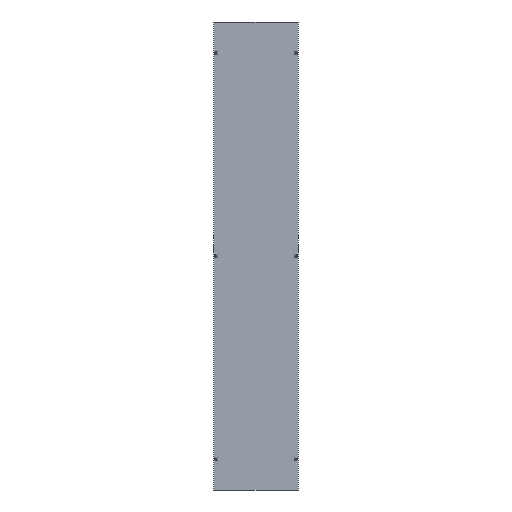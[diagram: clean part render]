
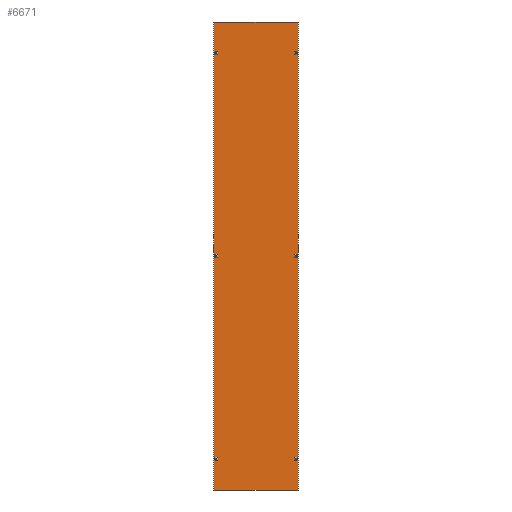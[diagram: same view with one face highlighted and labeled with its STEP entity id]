
A CAD part, front view. The second image highlights one B-rep face of the part: STEP entity #6671.
In plain terms, the highlighted planar face has unit normal (0, -1, 0).
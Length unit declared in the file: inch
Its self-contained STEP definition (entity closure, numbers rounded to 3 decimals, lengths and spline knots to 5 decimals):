
#17 = DIRECTION ( 'NONE',  ( 0., 0., -1. ) ) ;
#66 = CIRCLE ( 'NONE', #3602, 0.17717 ) ;
#69 = AXIS2_PLACEMENT_3D ( 'NONE', #272, #2110, #2749 ) ;
#76 = ORIENTED_EDGE ( 'NONE', *, *, #6715, .F. ) ;
#77 = AXIS2_PLACEMENT_3D ( 'NONE', #1012, #6024, #3605 ) ;
#241 = EDGE_CURVE ( 'NONE', #7185, #7564, #4779, .T. ) ;
#272 = CARTESIAN_POINT ( 'NONE',  ( -6.65354, -0.05906, 0. ) ) ;
#280 = CARTESIAN_POINT ( 'NONE',  ( 6.65354, -0.05906, 33.6811 ) ) ;
#500 = CIRCLE ( 'NONE', #77, 0.17717 ) ;
#663 = LINE ( 'NONE', #784, #8104 ) ;
#749 = CARTESIAN_POINT ( 'NONE',  ( -7.06693, -0.05906, 0. ) ) ;
#784 = CARTESIAN_POINT ( 'NONE',  ( 7.06693, -0.05906, 0. ) ) ;
#917 = AXIS2_PLACEMENT_3D ( 'NONE', #2662, #3847, #6440 ) ;
#923 = VECTOR ( 'NONE', #1939, 39.37008 ) ;
#1012 = CARTESIAN_POINT ( 'NONE',  ( 6.65354, -0.05906, 0. ) ) ;
#1087 = DIRECTION ( 'NONE',  ( 0., -1., 0. ) ) ;
#1132 = FACE_BOUND ( 'NONE', #3731, .T. ) ;
#1297 = EDGE_CURVE ( 'NONE', #7564, #3265, #5873, .T. ) ;
#1317 = CARTESIAN_POINT ( 'NONE',  ( 6.65354, -0.05906, -34.03543 ) ) ;
#1422 = FACE_BOUND ( 'NONE', #3017, .T. ) ;
#1499 = CARTESIAN_POINT ( 'NONE',  ( 7.06693, -0.05906, 39.05512 ) ) ;
#1770 = CARTESIAN_POINT ( 'NONE',  ( 6.65354, -0.05906, 33.85827 ) ) ;
#1862 = DIRECTION ( 'NONE',  ( -1., 0., 0. ) ) ;
#1939 = DIRECTION ( 'NONE',  ( 1., 0., 0. ) ) ;
#1990 = DIRECTION ( 'NONE',  ( 0., 0., -1. ) ) ;
#1998 = VECTOR ( 'NONE', #2790, 39.37008 ) ;
#2096 = ORIENTED_EDGE ( 'NONE', *, *, #8184, .F. ) ;
#2110 = DIRECTION ( 'NONE',  ( 0., -1., 0. ) ) ;
#2166 = CARTESIAN_POINT ( 'NONE',  ( -6.65354, -0.05906, -34.03543 ) ) ;
#2171 = CARTESIAN_POINT ( 'NONE',  ( -7.06693, -0.05906, -39.05512 ) ) ;
#2251 = ORIENTED_EDGE ( 'NONE', *, *, #5333, .F. ) ;
#2449 = DIRECTION ( 'NONE',  ( 0., 0., -1. ) ) ;
#2662 = CARTESIAN_POINT ( 'NONE',  ( 0., -0.05906, 0. ) ) ;
#2749 = DIRECTION ( 'NONE',  ( 0., 0., -1. ) ) ;
#2790 = DIRECTION ( 'NONE',  ( 0., 0., 1. ) ) ;
#2858 = EDGE_CURVE ( 'NONE', #3979, #3979, #4002, .T. ) ;
#2916 = EDGE_LOOP ( 'NONE', ( #5956 ) ) ;
#2919 = VERTEX_POINT ( 'NONE', #4701 ) ;
#3017 = EDGE_LOOP ( 'NONE', ( #2096 ) ) ;
#3083 = CARTESIAN_POINT ( 'NONE',  ( -6.65354, -0.05906, -33.85827 ) ) ;
#3142 = EDGE_LOOP ( 'NONE', ( #4019, #7203, #76, #5493 ) ) ;
#3193 = CIRCLE ( 'NONE', #4541, 0.17717 ) ;
#3199 = ORIENTED_EDGE ( 'NONE', *, *, #5082, .F. ) ;
#3265 = VERTEX_POINT ( 'NONE', #1499 ) ;
#3602 = AXIS2_PLACEMENT_3D ( 'NONE', #6567, #6448, #1990 ) ;
#3605 = DIRECTION ( 'NONE',  ( 0., 0., -1. ) ) ;
#3723 = CARTESIAN_POINT ( 'NONE',  ( -7.06693, -0.05906, 39.05512 ) ) ;
#3731 = EDGE_LOOP ( 'NONE', ( #5912 ) ) ;
#3847 = DIRECTION ( 'NONE',  ( 0., 1., 0. ) ) ;
#3979 = VERTEX_POINT ( 'NONE', #1317 ) ;
#4002 = CIRCLE ( 'NONE', #7636, 0.17717 ) ;
#4019 = ORIENTED_EDGE ( 'NONE', *, *, #241, .F. ) ;
#4193 = EDGE_CURVE ( 'NONE', #4751, #4751, #7110, .T. ) ;
#4355 = DIRECTION ( 'NONE',  ( 0., -1., 0. ) ) ;
#4359 = FACE_BOUND ( 'NONE', #7741, .T. ) ;
#4491 = DIRECTION ( 'NONE',  ( 0., -1., 0. ) ) ;
#4506 = EDGE_CURVE ( 'NONE', #7413, #7413, #3193, .T. ) ;
#4541 = AXIS2_PLACEMENT_3D ( 'NONE', #1770, #4355, #6935 ) ;
#4647 = FACE_OUTER_BOUND ( 'NONE', #3142, .T. ) ;
#4701 = CARTESIAN_POINT ( 'NONE',  ( -6.65354, -0.05906, -0.17717 ) ) ;
#4751 = VERTEX_POINT ( 'NONE', #2166 ) ;
#4779 = LINE ( 'NONE', #749, #1998 ) ;
#4785 = CARTESIAN_POINT ( 'NONE',  ( 6.65354, -0.05906, -0.17717 ) ) ;
#5008 = LINE ( 'NONE', #8401, #7280 ) ;
#5082 = EDGE_CURVE ( 'NONE', #7920, #7920, #66, .T. ) ;
#5164 = CARTESIAN_POINT ( 'NONE',  ( 0., -0.05906, 39.05512 ) ) ;
#5166 = FACE_BOUND ( 'NONE', #6992, .T. ) ;
#5333 = EDGE_CURVE ( 'NONE', #2919, #2919, #6713, .T. ) ;
#5380 = CARTESIAN_POINT ( 'NONE',  ( -6.65354, -0.05906, 33.6811 ) ) ;
#5493 = ORIENTED_EDGE ( 'NONE', *, *, #1297, .F. ) ;
#5796 = DIRECTION ( 'NONE',  ( 0., 0., -1. ) ) ;
#5873 = LINE ( 'NONE', #5164, #923 ) ;
#5912 = ORIENTED_EDGE ( 'NONE', *, *, #4193, .F. ) ;
#5956 = ORIENTED_EDGE ( 'NONE', *, *, #2858, .F. ) ;
#6024 = DIRECTION ( 'NONE',  ( 0., -1., 0. ) ) ;
#6440 = DIRECTION ( 'NONE',  ( 0., 0., 1. ) ) ;
#6448 = DIRECTION ( 'NONE',  ( 0., -1., 0. ) ) ;
#6483 = PLANE ( 'NONE',  #917 ) ;
#6567 = CARTESIAN_POINT ( 'NONE',  ( -6.65354, -0.05906, 33.85827 ) ) ;
#6671 = ADVANCED_FACE ( 'NONE', ( #4359, #6939, #1132, #5166, #1422, #7192, #4647 ), #6483, .F. ) ;
#6713 = CIRCLE ( 'NONE', #69, 0.17717 ) ;
#6715 = EDGE_CURVE ( 'NONE', #3265, #8402, #663, .T. ) ;
#6828 = AXIS2_PLACEMENT_3D ( 'NONE', #3083, #1087, #2449 ) ;
#6914 = CARTESIAN_POINT ( 'NONE',  ( 7.06693, -0.05906, -39.05512 ) ) ;
#6934 = ORIENTED_EDGE ( 'NONE', *, *, #4506, .F. ) ;
#6935 = DIRECTION ( 'NONE',  ( 0., 0., -1. ) ) ;
#6939 = FACE_BOUND ( 'NONE', #7308, .T. ) ;
#6992 = EDGE_LOOP ( 'NONE', ( #6934 ) ) ;
#7110 = CIRCLE ( 'NONE', #6828, 0.17717 ) ;
#7185 = VERTEX_POINT ( 'NONE', #2171 ) ;
#7192 = FACE_BOUND ( 'NONE', #2916, .T. ) ;
#7194 = CARTESIAN_POINT ( 'NONE',  ( 6.65354, -0.05906, -33.85827 ) ) ;
#7203 = ORIENTED_EDGE ( 'NONE', *, *, #7923, .F. ) ;
#7280 = VECTOR ( 'NONE', #1862, 39.37008 ) ;
#7308 = EDGE_LOOP ( 'NONE', ( #2251 ) ) ;
#7413 = VERTEX_POINT ( 'NONE', #280 ) ;
#7564 = VERTEX_POINT ( 'NONE', #3723 ) ;
#7636 = AXIS2_PLACEMENT_3D ( 'NONE', #7194, #4491, #17 ) ;
#7741 = EDGE_LOOP ( 'NONE', ( #3199 ) ) ;
#7920 = VERTEX_POINT ( 'NONE', #5380 ) ;
#7923 = EDGE_CURVE ( 'NONE', #8402, #7185, #5008, .T. ) ;
#8044 = VERTEX_POINT ( 'NONE', #4785 ) ;
#8104 = VECTOR ( 'NONE', #5796, 39.37008 ) ;
#8184 = EDGE_CURVE ( 'NONE', #8044, #8044, #500, .T. ) ;
#8401 = CARTESIAN_POINT ( 'NONE',  ( 0., -0.05906, -39.05512 ) ) ;
#8402 = VERTEX_POINT ( 'NONE', #6914 ) ;
